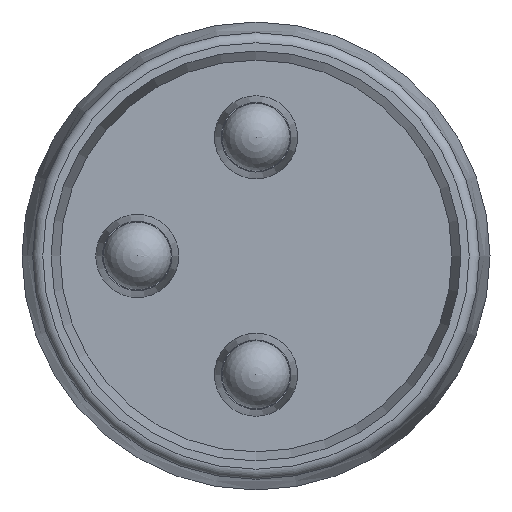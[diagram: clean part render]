
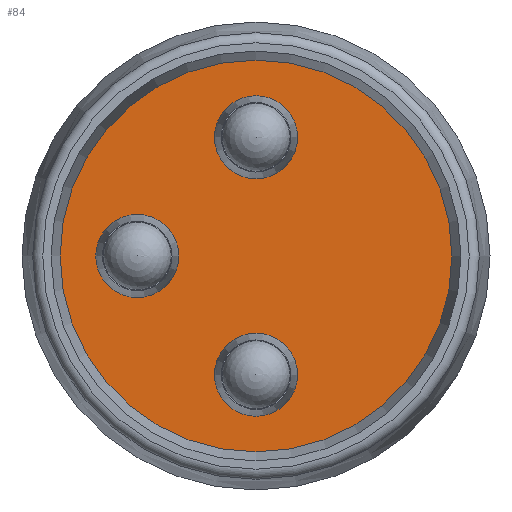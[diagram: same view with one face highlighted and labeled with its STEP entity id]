
A CAD part, front view. The second image highlights one B-rep face of the part: STEP entity #84.
In plain terms, the highlighted planar face has unit normal (0, -1, 0).
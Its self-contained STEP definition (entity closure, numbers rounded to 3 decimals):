
#84=ADVANCED_FACE('',(#152,#153,#154,#155),#135,.F.);
#135=PLANE('',#632);
#152=FACE_BOUND('',#258,.T.);
#153=FACE_BOUND('',#259,.T.);
#154=FACE_BOUND('',#260,.T.);
#155=FACE_BOUND('',#261,.T.);
#258=EDGE_LOOP('',(#364));
#259=EDGE_LOOP('',(#365));
#260=EDGE_LOOP('',(#366));
#261=EDGE_LOOP('',(#367));
#364=ORIENTED_EDGE('',*,*,#526,.T.);
#365=ORIENTED_EDGE('',*,*,#527,.T.);
#366=ORIENTED_EDGE('',*,*,#528,.T.);
#367=ORIENTED_EDGE('',*,*,#529,.F.);
#470=VERTEX_POINT('',#930);
#471=VERTEX_POINT('',#932);
#472=VERTEX_POINT('',#934);
#473=VERTEX_POINT('',#936);
#526=EDGE_CURVE('',#470,#470,#579,.T.);
#527=EDGE_CURVE('',#471,#471,#580,.T.);
#528=EDGE_CURVE('',#472,#472,#581,.T.);
#529=EDGE_CURVE('',#473,#473,#582,.T.);
#579=CIRCLE('',#628,0.613);
#580=CIRCLE('',#629,0.613);
#581=CIRCLE('',#630,0.613);
#582=CIRCLE('',#631,2.887);
#628=AXIS2_PLACEMENT_3D('',#929,#733,#734);
#629=AXIS2_PLACEMENT_3D('',#931,#735,#736);
#630=AXIS2_PLACEMENT_3D('',#933,#737,#738);
#631=AXIS2_PLACEMENT_3D('',#935,#739,#740);
#632=AXIS2_PLACEMENT_3D('',#937,#741,#742);
#733=DIRECTION('',(0.,1.,0.));
#734=DIRECTION('',(-1.,0.,0.));
#735=DIRECTION('',(0.,1.,0.));
#736=DIRECTION('',(-1.,0.,0.));
#737=DIRECTION('',(0.,1.,0.));
#738=DIRECTION('',(-1.,0.,0.));
#739=DIRECTION('',(0.,1.,0.));
#740=DIRECTION('',(-1.,0.,0.));
#741=DIRECTION('',(0.,1.,0.));
#742=DIRECTION('',(-1.,0.,0.));
#929=CARTESIAN_POINT('',(50.,45.1,1.75));
#930=CARTESIAN_POINT('',(49.387,45.1,1.75));
#931=CARTESIAN_POINT('',(48.25,45.1,0.));
#932=CARTESIAN_POINT('',(47.637,45.1,0.));
#933=CARTESIAN_POINT('',(50.,45.1,-1.75));
#934=CARTESIAN_POINT('',(49.387,45.1,-1.75));
#935=CARTESIAN_POINT('',(50.,45.1,0.));
#936=CARTESIAN_POINT('',(47.113,45.1,0.));
#937=CARTESIAN_POINT('',(50.,45.1,0.));
